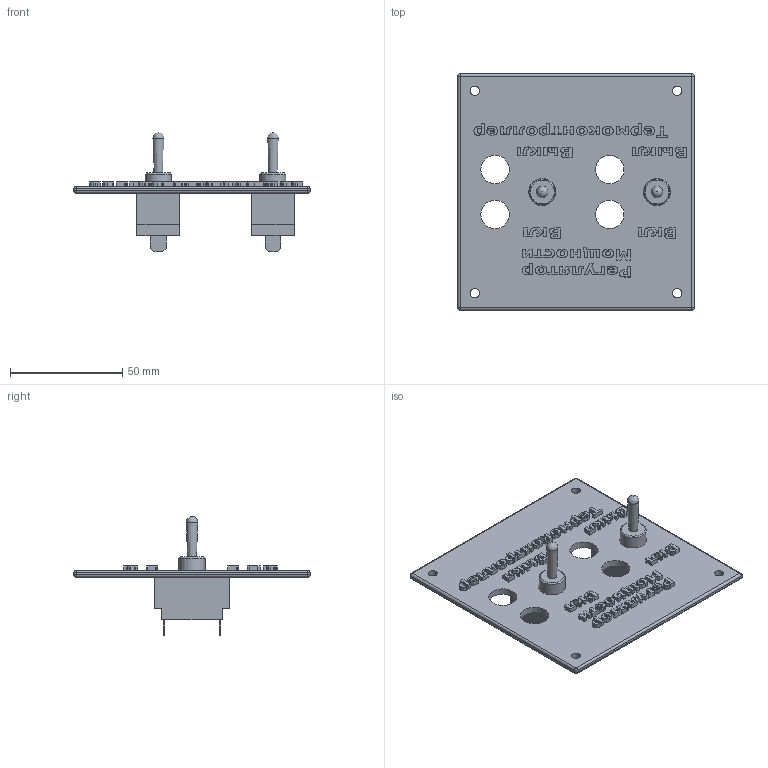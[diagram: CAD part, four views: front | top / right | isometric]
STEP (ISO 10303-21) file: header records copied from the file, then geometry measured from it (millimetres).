
FILE_DESCRIPTION(('STEP AP242'), '1');
FILE_NAME('assemblyPanel1', '', ('UNSPECIFIED'), ('UNSPECIFIED'), 'C3D Converter', 'C3D Toolkit', '');
FILE_SCHEMA(('AP242_MANAGED_MODEL_BASED_3D_ENGINEERING_MIM_LF { 1 0 10303 442 1 1 4 }'));
Length unit declared in the file: millimetre
Assembly tree (9 placements, depth 2):
  (unnamed)
    (unnamed)
    (unnamed)  x2
    (unnamed)
    (unnamed)
    (unnamed)  x2
    (unnamed)  x2
Bounding box: 105 x 105 x 53 mm (x, y, z)
Volume: 57357 mm3; surface area: 33521.3 mm2
Topology: 51 solids, 51 shells, 1194 faces, 3232 edges, 2140 vertices
Faces by surface type: extrusion 640, plane 512, cylinder 28, sphere 8, cone 4, torus 2
Full cylindrical faces by diameter (mm): 4 x4, 11.6 x2, 12.6 x4
Entity records: 30900 total; most frequent: CARTESIAN_POINT 8266, ORIENTED_EDGE 5096, DIRECTION 2996, EDGE_CURVE 2548, VECTOR 1980, VERTEX_POINT 1698, B_SPLINE_CURVE_WITH_KNOTS 1530, LINE 1470
